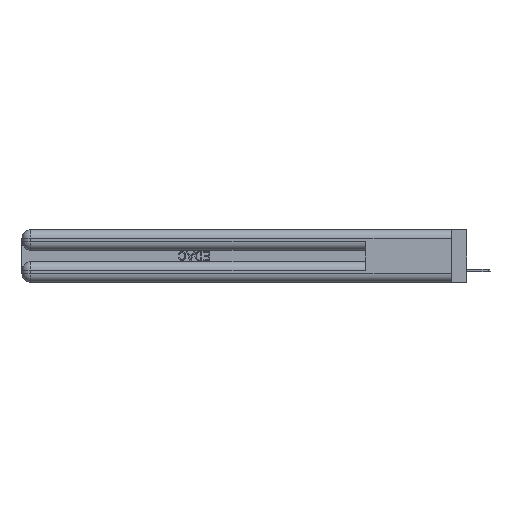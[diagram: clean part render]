
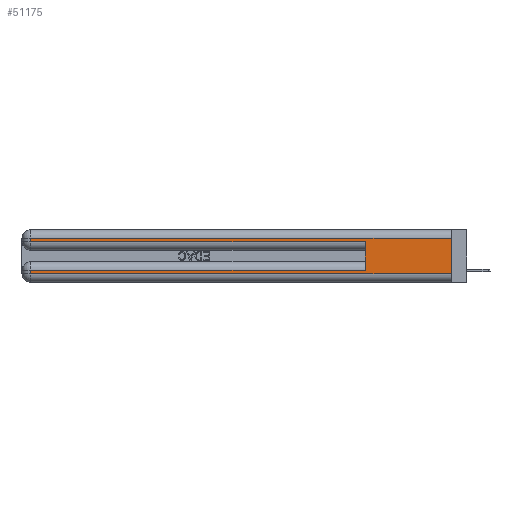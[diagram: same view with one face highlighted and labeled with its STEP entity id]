
A CAD part, left-side view. The second image highlights one B-rep face of the part: STEP entity #51175.
In plain terms, the highlighted planar face has unit normal (-1, 0, 0).
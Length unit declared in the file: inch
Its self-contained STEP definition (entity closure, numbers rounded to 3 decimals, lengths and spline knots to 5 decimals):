
#644 = FACE_OUTER_BOUND ( 'NONE', #43489, .T. ) ;
#1671 = LINE ( 'NONE', #11558, #37951 ) ;
#2592 = EDGE_CURVE ( 'NONE', #20807, #17796, #37910, .T. ) ;
#3090 = VECTOR ( 'NONE', #31131, 39.37008 ) ;
#3703 = LINE ( 'NONE', #22474, #16802 ) ;
#3868 = DIRECTION ( 'NONE',  ( 0., 0., -1. ) ) ;
#6186 = CARTESIAN_POINT ( 'NONE',  ( 0., 0.6, 0.085 ) ) ;
#7734 = CARTESIAN_POINT ( 'NONE',  ( 0., 2.94, 0.37 ) ) ;
#8920 = CARTESIAN_POINT ( 'NONE',  ( 0., 0., 0.06 ) ) ;
#9030 = EDGE_CURVE ( 'NONE', #43112, #48470, #36343, .T. ) ;
#9792 = VECTOR ( 'NONE', #3868, 39.37008 ) ;
#9924 = CARTESIAN_POINT ( 'NONE',  ( 0., 0., 0.06 ) ) ;
#11558 = CARTESIAN_POINT ( 'NONE',  ( 0., 0., 0.31 ) ) ;
#11764 = DIRECTION ( 'NONE',  ( 0., 1., 0. ) ) ;
#12084 = DIRECTION ( 'NONE',  ( 0., 0., 1. ) ) ;
#12982 = VERTEX_POINT ( 'NONE', #35957 ) ;
#13156 = VECTOR ( 'NONE', #20300, 39.37008 ) ;
#14344 = ORIENTED_EDGE ( 'NONE', *, *, #15266, .F. ) ;
#14858 = VECTOR ( 'NONE', #12084, 39.37008 ) ;
#15202 = DIRECTION ( 'NONE',  ( 0., -1., 0. ) ) ;
#15266 = EDGE_CURVE ( 'NONE', #25994, #16125, #25504, .T. ) ;
#15628 = LINE ( 'NONE', #31949, #31333 ) ;
#16125 = VERTEX_POINT ( 'NONE', #43631 ) ;
#16802 = VECTOR ( 'NONE', #15202, 39.37008 ) ;
#17796 = VERTEX_POINT ( 'NONE', #34433 ) ;
#18844 = VERTEX_POINT ( 'NONE', #50548 ) ;
#20300 = DIRECTION ( 'NONE',  ( 0., 0., -1. ) ) ;
#20807 = VERTEX_POINT ( 'NONE', #40534 ) ;
#20979 = ORIENTED_EDGE ( 'NONE', *, *, #28316, .T. ) ;
#22474 = CARTESIAN_POINT ( 'NONE',  ( 0., 0., 0.285 ) ) ;
#25504 = LINE ( 'NONE', #39724, #14858 ) ;
#25718 = ORIENTED_EDGE ( 'NONE', *, *, #2592, .T. ) ;
#25922 = DIRECTION ( 'NONE',  ( 0., -1., 0. ) ) ;
#25994 = VERTEX_POINT ( 'NONE', #6186 ) ;
#27094 = CARTESIAN_POINT ( 'NONE',  ( 0., 2.94, 0.37 ) ) ;
#28172 = ORIENTED_EDGE ( 'NONE', *, *, #47796, .T. ) ;
#28316 = EDGE_CURVE ( 'NONE', #18844, #43112, #35033, .T. ) ;
#29042 = CARTESIAN_POINT ( 'NONE',  ( 0., 0., 0.37 ) ) ;
#29075 = ORIENTED_EDGE ( 'NONE', *, *, #9030, .T. ) ;
#29820 = ORIENTED_EDGE ( 'NONE', *, *, #50975, .F. ) ;
#31131 = DIRECTION ( 'NONE',  ( 0., 0., -1. ) ) ;
#31333 = VECTOR ( 'NONE', #11764, 39.37008 ) ;
#31510 = ORIENTED_EDGE ( 'NONE', *, *, #34301, .T. ) ;
#31949 = CARTESIAN_POINT ( 'NONE',  ( 0., 0., 0.085 ) ) ;
#34301 = EDGE_CURVE ( 'NONE', #25994, #18844, #15628, .T. ) ;
#34433 = CARTESIAN_POINT ( 'NONE',  ( 0., 2.94, 0.285 ) ) ;
#35033 = LINE ( 'NONE', #27094, #3090 ) ;
#35957 = CARTESIAN_POINT ( 'NONE',  ( 0., 0., 0.31 ) ) ;
#36343 = LINE ( 'NONE', #8920, #50029 ) ;
#36364 = ORIENTED_EDGE ( 'NONE', *, *, #41912, .T. ) ;
#37910 = LINE ( 'NONE', #7734, #9792 ) ;
#37951 = VECTOR ( 'NONE', #40035, 39.37008 ) ;
#39724 = CARTESIAN_POINT ( 'NONE',  ( 0., 0.6, 0.145 ) ) ;
#40035 = DIRECTION ( 'NONE',  ( 0., 1., 0. ) ) ;
#40534 = CARTESIAN_POINT ( 'NONE',  ( 0., 2.94, 0.31 ) ) ;
#40903 = AXIS2_PLACEMENT_3D ( 'NONE', #41032, #41555, #45201 ) ;
#41032 = CARTESIAN_POINT ( 'NONE',  ( 0., 0., 0.37 ) ) ;
#41555 = DIRECTION ( 'NONE',  ( 1., 0., 0. ) ) ;
#41912 = EDGE_CURVE ( 'NONE', #17796, #16125, #3703, .T. ) ;
#42608 = LINE ( 'NONE', #29042, #13156 ) ;
#43112 = VERTEX_POINT ( 'NONE', #46963 ) ;
#43489 = EDGE_LOOP ( 'NONE', ( #29820, #28172, #25718, #36364, #14344, #31510, #20979, #29075 ) ) ;
#43631 = CARTESIAN_POINT ( 'NONE',  ( 0., 0.6, 0.285 ) ) ;
#45201 = DIRECTION ( 'NONE',  ( 0., 0., -1. ) ) ;
#45723 = PLANE ( 'NONE',  #40903 ) ;
#46963 = CARTESIAN_POINT ( 'NONE',  ( 0., 2.94, 0.06 ) ) ;
#47796 = EDGE_CURVE ( 'NONE', #12982, #20807, #1671, .T. ) ;
#48470 = VERTEX_POINT ( 'NONE', #9924 ) ;
#50029 = VECTOR ( 'NONE', #25922, 39.37008 ) ;
#50548 = CARTESIAN_POINT ( 'NONE',  ( 0., 2.94, 0.085 ) ) ;
#50975 = EDGE_CURVE ( 'NONE', #12982, #48470, #42608, .T. ) ;
#51175 = ADVANCED_FACE ( 'NONE', ( #644 ), #45723, .F. ) ;
